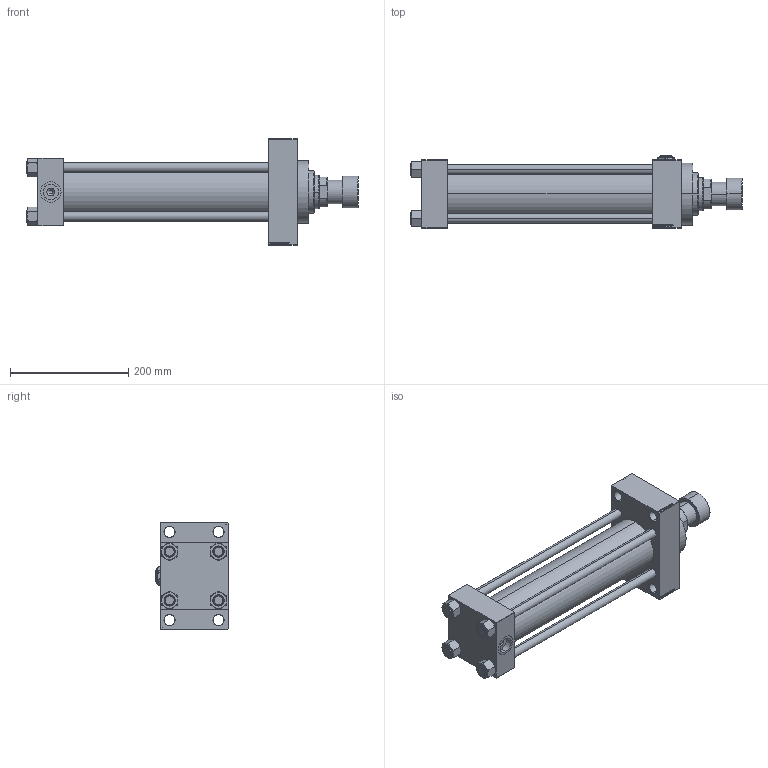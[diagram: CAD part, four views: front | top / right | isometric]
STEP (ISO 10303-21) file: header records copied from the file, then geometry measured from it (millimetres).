
FILE_DESCRIPTION (( 'STEP AP203' ), '1' );
FILE_NAME ('ff7b.STEP', '2025-12-11T12:52:10', ( '' ), ( '' ), 'SwSTEP 2.0', 'SolidWorks 2019', '' );
FILE_SCHEMA (( 'CONFIG_CONTROL_DESIGN' ));
Length unit declared in the file: millimetre
Products named in the file (8): V215CD_VC_A 27fdaf171a363482c79f68226105fbf8; V215CD_NUT_M5_D 27fdaf171a363482c79f68226105fbf8; Zatka_pro_OIL_PORT 27fdaf171a363482c79f68226105fbf8; V215CD_D_TYCINKA 27fdaf171a363482c79f68226105fbf8; V215CD_D_Body 27fdaf171a363482c79f68226105fbf8; V215CR_ROD_END_F 27fdaf171a363482c79f68226105fbf8; V215CD_VCP_D 27fdaf171a363482c79f68226105fbf8; ff7b
Assembly tree (13 placements, depth 2):
  ff7b
    V215CD_D_Body 27fdaf171a363482c79f68226105fbf8
    V215CD_VC_A 27fdaf171a363482c79f68226105fbf8
    V215CD_VCP_D 27fdaf171a363482c79f68226105fbf8
    V215CD_D_TYCINKA 27fdaf171a363482c79f68226105fbf8  x4
    V215CD_NUT_M5_D 27fdaf171a363482c79f68226105fbf8  x4
    V215CR_ROD_END_F 27fdaf171a363482c79f68226105fbf8
    Zatka_pro_OIL_PORT 27fdaf171a363482c79f68226105fbf8
Bounding box: 562 x 122 x 180 mm (x, y, z)
Volume: 3349520.4 mm3; surface area: 574173.9 mm2
Topology: 13 solids, 13 shells, 1205 faces, 3028 edges, 1963 vertices
Faces by surface type: plane 570, bspline 368, cone 164, cylinder 91, torus 12
Entity records: 49637 total; most frequent: CARTESIAN_POINT 25754, ORIENTED_EDGE 5320, DIRECTION 3504, EDGE_CURVE 2660, VERTEX_POINT 1741, VECTOR 1560, LINE 1560, EDGE_LOOP 1183
